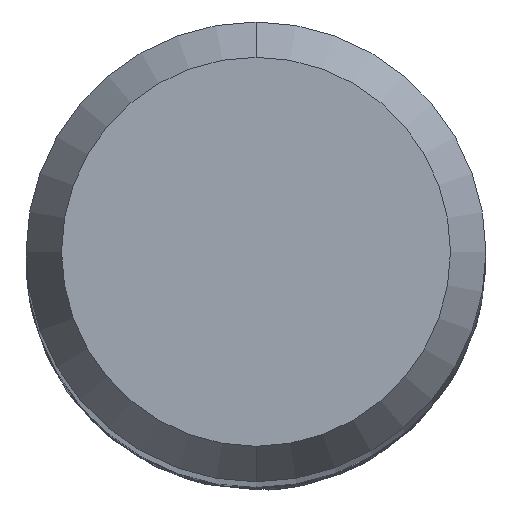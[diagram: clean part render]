
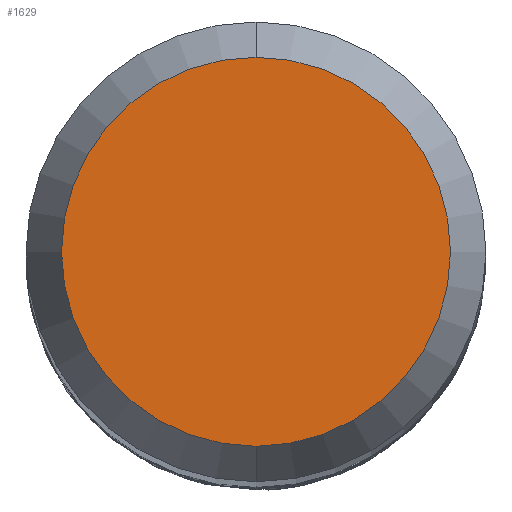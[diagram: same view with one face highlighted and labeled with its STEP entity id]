
A CAD part, top view. The second image highlights one B-rep face of the part: STEP entity #1629.
In plain terms, the highlighted planar face has unit normal (0, 0, 1).
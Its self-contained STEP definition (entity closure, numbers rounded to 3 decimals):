
#747=EDGE_CURVE('',#1659,#1533,#1964,.T.);
#1203=EDGE_CURVE('',#1533,#1659,#2463,.T.);
#1533=VERTEX_POINT('',#2823);
#1629=ADVANCED_FACE('',(#2929),#2930,.T.);
#1659=VERTEX_POINT('',#2963);
#1964=CIRCLE('',#3501,2.538);
#2463=CIRCLE('',#9182,2.538);
#2823=CARTESIAN_POINT('',(0.0,2.538,0.0));
#2929=FACE_OUTER_BOUND('',#14215,.T.);
#2930=PLANE('',#14216);
#2963=CARTESIAN_POINT('',(0.,-2.538,0.0));
#3501=AXIS2_PLACEMENT_3D('',#16794,#16795,#16796);
#9182=AXIS2_PLACEMENT_3D('',#17274,#17275,#17276);
#14215=EDGE_LOOP('',(#17725,#17726));
#14216=AXIS2_PLACEMENT_3D('',#17727,#17728,#17729);
#16794=CARTESIAN_POINT('',(0.0,0.0,0.0));
#16795=DIRECTION('',(0.0,0.0,-1.0));
#16796=DIRECTION('',(0.0,1.0,0.0));
#17274=CARTESIAN_POINT('',(0.0,0.0,0.0));
#17275=DIRECTION('',(0.0,0.0,-1.0));
#17276=DIRECTION('',(0.0,1.0,0.0));
#17725=ORIENTED_EDGE('',*,*,#1203,.F.);
#17726=ORIENTED_EDGE('',*,*,#747,.F.);
#17727=CARTESIAN_POINT('',(0.0,1.269,0.0));
#17728=DIRECTION('',(-0.0,0.0,1.0));
#17729=DIRECTION('',(0.0,-1.0,0.0));
